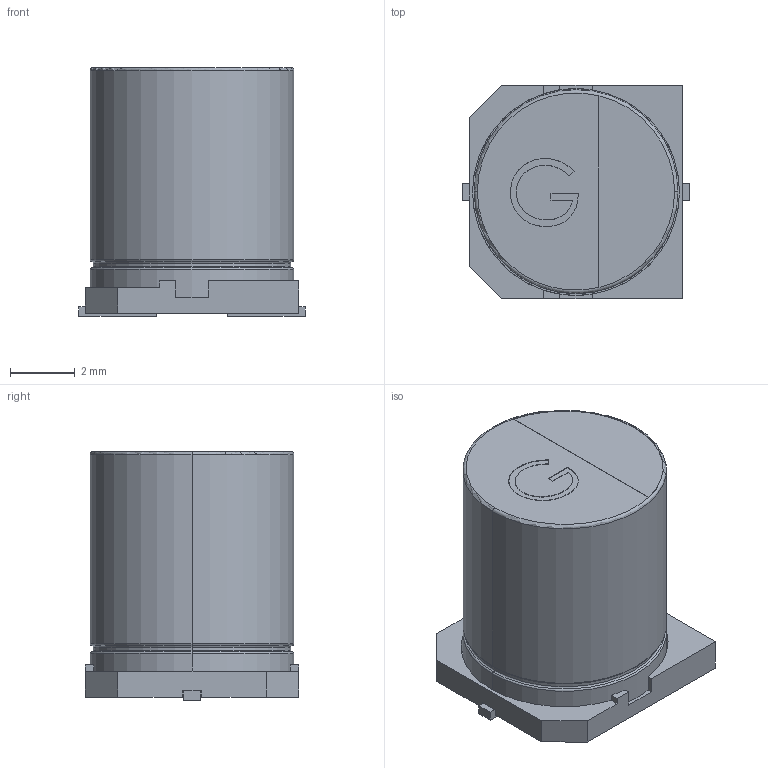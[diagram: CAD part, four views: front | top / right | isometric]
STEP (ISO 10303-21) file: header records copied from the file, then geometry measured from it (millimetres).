
FILE_DESCRIPTION (( 'STEP AP214' ), '1' );
FILE_NAME ('SL-G.STEP', '2008-07-11T14:11:33', ( 'j' ), ( '' ), 'SwSTEP 2.0', 'SolidWorks 2004231', '' );
FILE_SCHEMA (( 'AUTOMOTIVE_DESIGN' ));
Length unit declared in the file: millimetre
Products named in the file (1): SL-G
Bounding box: 7 x 6.6 x 7.7 mm (x, y, z)
Volume: 245.4 mm3; surface area: 272.2 mm2
Topology: 1 solids, 1 shells, 77 faces, 198 edges, 125 vertices
Faces by surface type: plane 48, torus 10, cylinder 10, bspline 9
Entity records: 3841 total; most frequent: CARTESIAN_POINT 1448, ORIENTED_EDGE 396, DIRECTION 360, EDGE_CURVE 198, VECTOR 138, LINE 138, VERTEX_POINT 125, AXIS2_PLACEMENT_3D 111
